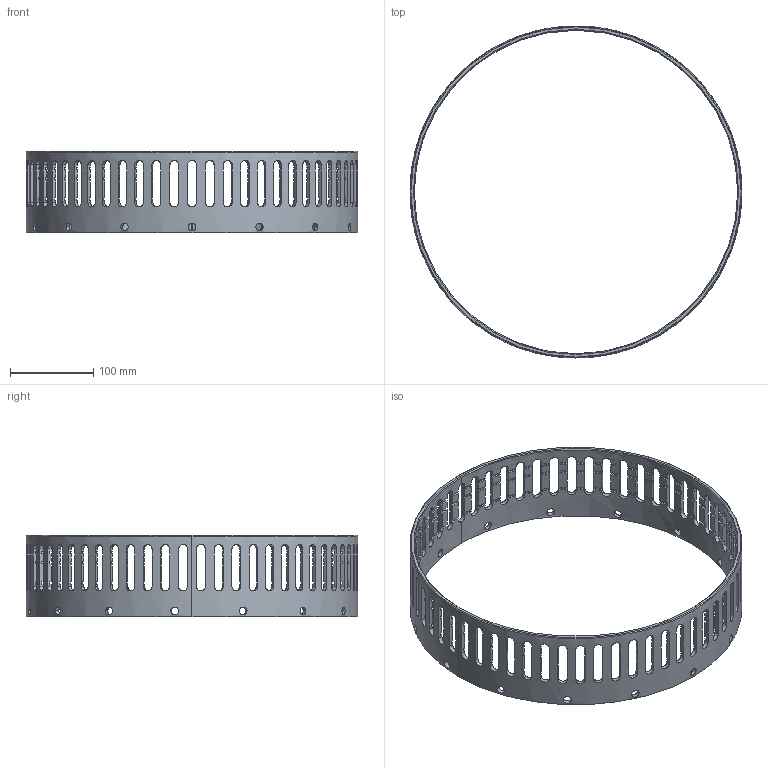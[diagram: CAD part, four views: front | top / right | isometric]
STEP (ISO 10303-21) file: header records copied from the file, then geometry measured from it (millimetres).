
FILE_DESCRIPTION (( 'STEP AP214' ), '1' );
FILE_NAME ('38108.STEP', '2025-04-22T07:33:37', ( '' ), ( '' ), 'SwSTEP 2.0', 'SolidWorks 2020', '' );
FILE_SCHEMA (( 'AUTOMOTIVE_DESIGN' ));
Length unit declared in the file: millimetre
Products named in the file (1): 38108
Bounding box: 398.5 x 398.5 x 98 mm (x, y, z)
Volume: 418708.5 mm3; surface area: 225823.5 mm2
Topology: 1 solids, 1 shells, 929 faces, 2948 edges, 1964 vertices
Faces by surface type: plane 470, cylinder 453, cone 6
Entity records: 43826 total; most frequent: CARTESIAN_POINT 17336, ORIENTED_EDGE 5896, DIRECTION 5234, EDGE_CURVE 2948, VERTEX_POINT 1964, VECTOR 1918, LINE 1918, AXIS2_PLACEMENT_3D 1658
